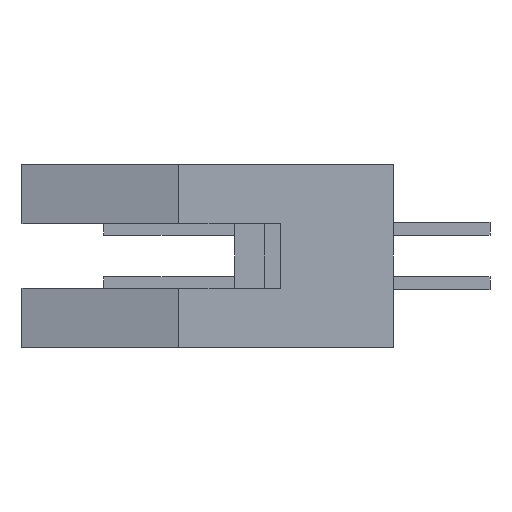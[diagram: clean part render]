
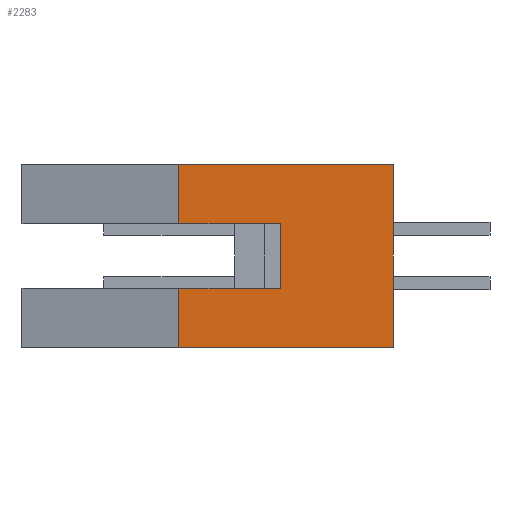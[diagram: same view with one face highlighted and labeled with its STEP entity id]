
A CAD part, left-side view. The second image highlights one B-rep face of the part: STEP entity #2283.
In plain terms, the highlighted planar face has unit normal (-1, 0, 0).
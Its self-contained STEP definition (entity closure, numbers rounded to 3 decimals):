
#2283=ADVANCED_FACE('F134',(#3011),#2646,.T.);
#2646=PLANE('',#9132);
#3011=FACE_OUTER_BOUND('',#3377,.T.);
#3377=EDGE_LOOP('',(#4856,#4857,#4858,#4859,#4860,#4861,#4862,#4863));
#4856=ORIENTED_EDGE('',*,*,#6836,.T.);
#4857=ORIENTED_EDGE('',*,*,#6835,.F.);
#4858=ORIENTED_EDGE('',*,*,#6837,.T.);
#4859=ORIENTED_EDGE('',*,*,#6838,.T.);
#4860=ORIENTED_EDGE('',*,*,#6839,.T.);
#4861=ORIENTED_EDGE('',*,*,#6825,.F.);
#4862=ORIENTED_EDGE('',*,*,#6823,.T.);
#4863=ORIENTED_EDGE('',*,*,#6805,.T.);
#5915=VERTEX_POINT('',#12564);
#5916=VERTEX_POINT('',#12566);
#5927=VERTEX_POINT('',#12601);
#5928=VERTEX_POINT('',#12605);
#5935=VERTEX_POINT('',#12622);
#5936=VERTEX_POINT('',#12624);
#5937=VERTEX_POINT('',#12629);
#5938=VERTEX_POINT('',#12631);
#6805=EDGE_CURVE('E407',#5916,#5915,#7732,.T.);
#6823=EDGE_CURVE('E385',#5927,#5916,#7750,.T.);
#6825=EDGE_CURVE('E364',#5927,#5928,#7752,.T.);
#6835=EDGE_CURVE('E362',#5936,#5935,#7762,.T.);
#6836=EDGE_CURVE('E376',#5915,#5935,#7763,.T.);
#6837=EDGE_CURVE('E256',#5936,#5937,#7764,.T.);
#6838=EDGE_CURVE('E113',#5937,#5938,#7765,.T.);
#6839=EDGE_CURVE('E406',#5938,#5928,#7766,.T.);
#7732=LINE('',#12565,#8657);
#7750=LINE('',#12600,#8675);
#7752=LINE('',#12604,#8677);
#7762=LINE('',#12625,#8687);
#7763=LINE('',#12627,#8688);
#7764=LINE('',#12628,#8689);
#7765=LINE('',#12630,#8690);
#7766=LINE('',#12632,#8691);
#8657=VECTOR('',#10647,1.);
#8675=VECTOR('',#10677,1.);
#8677=VECTOR('',#10681,1.);
#8687=VECTOR('',#10695,1.);
#8688=VECTOR('',#10698,1.);
#8689=VECTOR('',#10699,1.);
#8690=VECTOR('',#10700,1.);
#8691=VECTOR('',#10701,1.);
#9132=AXIS2_PLACEMENT_3D('',#12633,#10702,#10703);
#10647=DIRECTION('',(0.,0.,-1.));
#10677=DIRECTION('',(0.,-1.,0.));
#10681=DIRECTION('',(0.,0.,1.));
#10695=DIRECTION('',(0.,0.,1.));
#10698=DIRECTION('',(0.,1.,0.));
#10699=DIRECTION('',(0.,-1.,0.));
#10700=DIRECTION('',(0.,0.,1.));
#10701=DIRECTION('',(0.,1.,0.));
#10702=DIRECTION('',(-1.,0.,0.));
#10703=DIRECTION('',(0.,-1.,0.));
#12564=CARTESIAN_POINT('',(-31.573,7.84,2.75));
#12565=CARTESIAN_POINT('',(-31.573,7.84,4.25));
#12566=CARTESIAN_POINT('',(-31.573,7.84,5.75));
#12600=CARTESIAN_POINT('',(-31.573,10.215,5.75));
#12601=CARTESIAN_POINT('',(-31.573,12.59,5.75));
#12604=CARTESIAN_POINT('',(-31.573,12.59,7.125));
#12605=CARTESIAN_POINT('',(-31.573,12.59,8.5));
#12622=CARTESIAN_POINT('',(-31.573,12.59,2.75));
#12624=CARTESIAN_POINT('',(-31.573,12.59,0.));
#12625=CARTESIAN_POINT('',(-31.573,12.59,1.375));
#12627=CARTESIAN_POINT('',(-31.573,10.215,2.75));
#12628=CARTESIAN_POINT('',(-31.573,7.59,0.));
#12629=CARTESIAN_POINT('',(-31.573,2.59,0.));
#12630=CARTESIAN_POINT('',(-31.573,2.59,4.25));
#12631=CARTESIAN_POINT('',(-31.573,2.59,8.5));
#12632=CARTESIAN_POINT('',(-31.573,7.59,8.5));
#12633=CARTESIAN_POINT('',(-31.573,12.59,0.));
